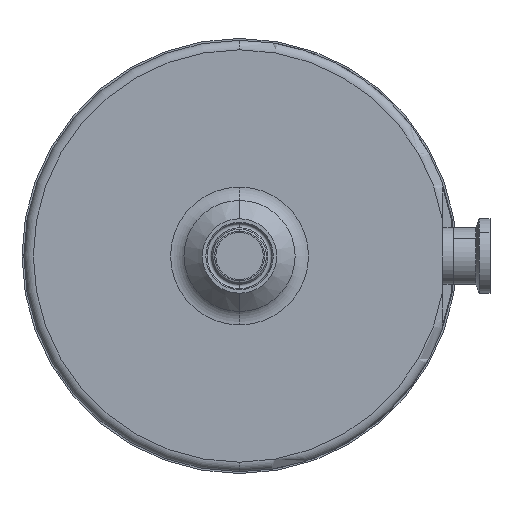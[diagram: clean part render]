
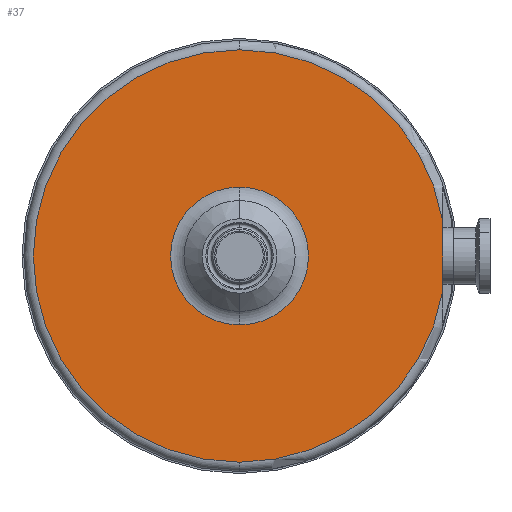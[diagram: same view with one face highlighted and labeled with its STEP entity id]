
A CAD part, front view. The second image highlights one B-rep face of the part: STEP entity #37.
In plain terms, the highlighted planar face has unit normal (0, -1, 0).
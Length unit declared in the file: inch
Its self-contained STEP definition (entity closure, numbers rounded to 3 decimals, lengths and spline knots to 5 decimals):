
#37 = ADVANCED_FACE ( 'NONE', ( #3886, #8678 ), #6203, .T. ) ;
#244 = CARTESIAN_POINT ( 'NONE',  ( 0., 1.135, 2.725 ) ) ;
#411 = CARTESIAN_POINT ( 'NONE',  ( 0.91114, 1.135, 0. ) ) ;
#414 = CIRCLE ( 'NONE', #5487, 2.725 ) ;
#418 = ORIENTED_EDGE ( 'NONE', *, *, #6657, .T. ) ;
#481 = DIRECTION ( 'NONE',  ( 0., 0., -1. ) ) ;
#843 = EDGE_LOOP ( 'NONE', ( #5397, #418, #7005, #1422 ) ) ;
#1104 = CARTESIAN_POINT ( 'NONE',  ( 0., 1.135, -2.725 ) ) ;
#1422 = ORIENTED_EDGE ( 'NONE', *, *, #4295, .T. ) ;
#1545 = VERTEX_POINT ( 'NONE', #3030 ) ;
#1699 = CIRCLE ( 'NONE', #8495, 0.91114 ) ;
#2058 = CIRCLE ( 'NONE', #6498, 2.725 ) ;
#2610 = DIRECTION ( 'NONE',  ( 0., 0., -1. ) ) ;
#2624 = CIRCLE ( 'NONE', #9045, 2.725 ) ;
#2629 = DIRECTION ( 'NONE',  ( 0., 0., -1. ) ) ;
#2737 = ORIENTED_EDGE ( 'NONE', *, *, #5393, .F. ) ;
#2743 = CIRCLE ( 'NONE', #3624, 0.91114 ) ;
#2778 = CARTESIAN_POINT ( 'NONE',  ( 2.685, 1.135, 0. ) ) ;
#2885 = EDGE_CURVE ( 'NONE', #6491, #3588, #2058, .T. ) ;
#3030 = CARTESIAN_POINT ( 'NONE',  ( 2.685, 1.135, 0.46519 ) ) ;
#3221 = CARTESIAN_POINT ( 'NONE',  ( 0., 1.135, 0. ) ) ;
#3408 = DIRECTION ( 'NONE',  ( 0., -1., 0. ) ) ;
#3588 = VERTEX_POINT ( 'NONE', #1104 ) ;
#3624 = AXIS2_PLACEMENT_3D ( 'NONE', #5476, #3408, #9258 ) ;
#3753 = VERTEX_POINT ( 'NONE', #6574 ) ;
#3886 = FACE_OUTER_BOUND ( 'NONE', #843, .T. ) ;
#3965 = DIRECTION ( 'NONE',  ( 0., -1., 0. ) ) ;
#4295 = EDGE_CURVE ( 'NONE', #3588, #3753, #2624, .T. ) ;
#4392 = CARTESIAN_POINT ( 'NONE',  ( 0., 1.135, -0.91114 ) ) ;
#4574 = VECTOR ( 'NONE', #481, 39.37008 ) ;
#4735 = DIRECTION ( 'NONE',  ( 0., 0., -1. ) ) ;
#4942 = DIRECTION ( 'NONE',  ( 0., 0., -1. ) ) ;
#5031 = EDGE_CURVE ( 'NONE', #1545, #3753, #7521, .T. ) ;
#5393 = EDGE_CURVE ( 'NONE', #6855, #6838, #1699, .T. ) ;
#5397 = ORIENTED_EDGE ( 'NONE', *, *, #5031, .F. ) ;
#5476 = CARTESIAN_POINT ( 'NONE',  ( 0., 1.135, 0. ) ) ;
#5487 = AXIS2_PLACEMENT_3D ( 'NONE', #5555, #6254, #2629 ) ;
#5555 = CARTESIAN_POINT ( 'NONE',  ( 0., 1.135, 0. ) ) ;
#6132 = ORIENTED_EDGE ( 'NONE', *, *, #9360, .F. ) ;
#6203 = PLANE ( 'NONE',  #7889 ) ;
#6254 = DIRECTION ( 'NONE',  ( 0., -1., 0. ) ) ;
#6259 = DIRECTION ( 'NONE',  ( 0., 0., -1. ) ) ;
#6491 = VERTEX_POINT ( 'NONE', #244 ) ;
#6498 = AXIS2_PLACEMENT_3D ( 'NONE', #3221, #3965, #4735 ) ;
#6574 = CARTESIAN_POINT ( 'NONE',  ( 2.685, 1.135, -0.46519 ) ) ;
#6657 = EDGE_CURVE ( 'NONE', #1545, #6491, #414, .T. ) ;
#6838 = VERTEX_POINT ( 'NONE', #4392 ) ;
#6855 = VERTEX_POINT ( 'NONE', #7375 ) ;
#6983 = DIRECTION ( 'NONE',  ( 0., -1., 0. ) ) ;
#7005 = ORIENTED_EDGE ( 'NONE', *, *, #2885, .T. ) ;
#7088 = CARTESIAN_POINT ( 'NONE',  ( 0., 1.135, 0. ) ) ;
#7133 = EDGE_LOOP ( 'NONE', ( #6132, #2737 ) ) ;
#7375 = CARTESIAN_POINT ( 'NONE',  ( 0., 1.135, 0.91114 ) ) ;
#7521 = LINE ( 'NONE', #2778, #4574 ) ;
#7716 = CARTESIAN_POINT ( 'NONE',  ( 0., 1.135, 0. ) ) ;
#7889 = AXIS2_PLACEMENT_3D ( 'NONE', #411, #8434, #2610 ) ;
#8434 = DIRECTION ( 'NONE',  ( 0., -1., 0. ) ) ;
#8495 = AXIS2_PLACEMENT_3D ( 'NONE', #7716, #6983, #6259 ) ;
#8678 = FACE_BOUND ( 'NONE', #7133, .T. ) ;
#9045 = AXIS2_PLACEMENT_3D ( 'NONE', #7088, #9318, #4942 ) ;
#9258 = DIRECTION ( 'NONE',  ( 0., 0., -1. ) ) ;
#9318 = DIRECTION ( 'NONE',  ( 0., -1., 0. ) ) ;
#9360 = EDGE_CURVE ( 'NONE', #6838, #6855, #2743, .T. ) ;
